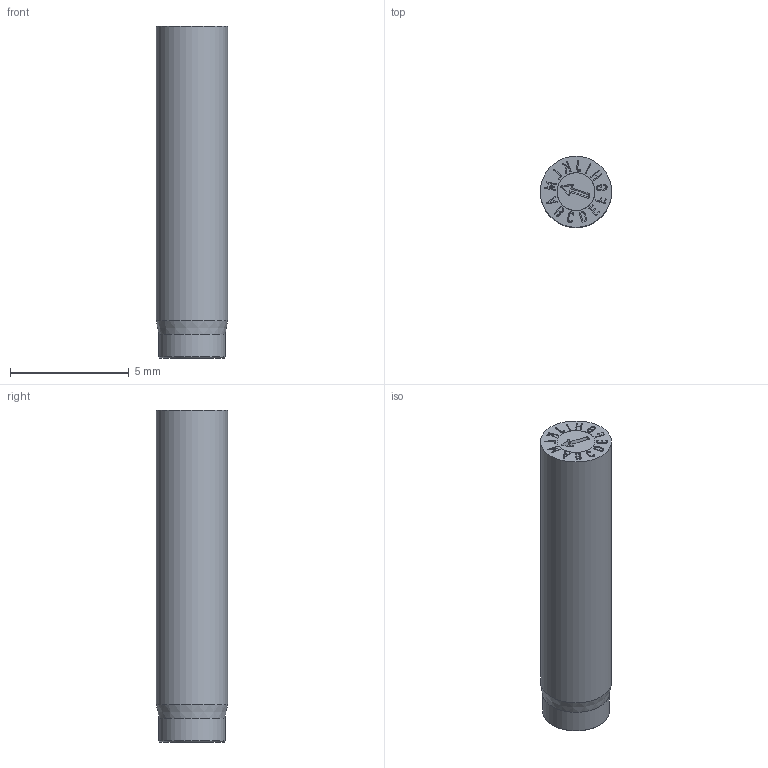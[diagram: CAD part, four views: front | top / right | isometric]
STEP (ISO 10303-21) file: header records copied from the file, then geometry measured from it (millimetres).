
FILE_DESCRIPTION(/* description */ (''),/* implementation_level */ '2;1');
FILE_NAME(/* name */ 'Dati-1000_M$3$00.stp',/* time_stamp */ '2025-08-01T11:38:27+02:00',/* author */ ('olafg'),/* organization */ (''),/* preprocessor_version */ 'ST-DEVELOPER v20',/* originating_system */ 'Autodesk Inventor 2024',/* authorisation */ '');
FILE_SCHEMA (('AUTOMOTIVE_DESIGN { 1 0 10303 214 3 1 1 }'));
Length unit declared in the file: millimetre
Products named in the file (3): Zusammenbau 1003; 1003-01-00 Hülse; 2003-05-00 Stelleinsatz
Assembly tree (2 placements, depth 2):
  Zusammenbau 1003
    1003-01-00 Hülse
    2003-05-00 Stelleinsatz
Bounding box: 3 x 3 x 14 mm (x, y, z)
Volume: 81.3 mm3; surface area: 246.2 mm2
Topology: 2 solids, 2 shells, 275 faces, 754 edges, 498 vertices
Faces by surface type: bspline 147, plane 110, cone 10, cylinder 7, torus 1
Full cylindrical faces by diameter (mm): 1 x2, 1.6 x2, 2 x1, 2.8 x1, 3 x1
Entity records: 9478 total; most frequent: CARTESIAN_POINT 3403, ORIENTED_EDGE 1498, DIRECTION 750, EDGE_CURVE 749, VERTEX_POINT 498, LINE 426, VECTOR 426, EDGE_LOOP 297
